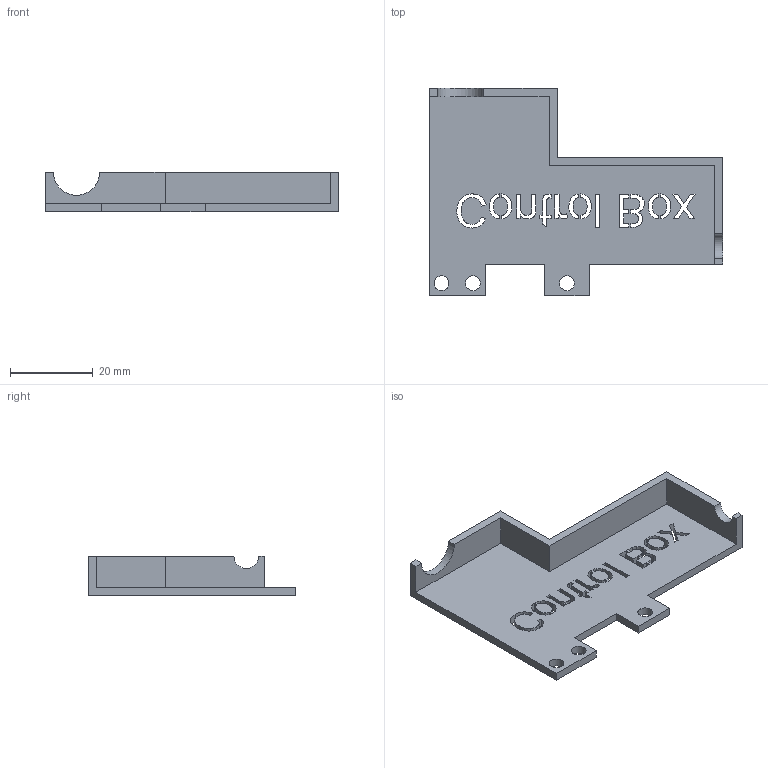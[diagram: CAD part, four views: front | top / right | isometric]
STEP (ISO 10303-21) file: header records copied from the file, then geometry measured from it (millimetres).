
FILE_DESCRIPTION(/* description */ (''),/* implementation_level */ '2;1');
FILE_NAME(/* name */ 'ControlBox.step',/* time_stamp */ '2024-03-23T19:55:27+09:00',/* author */ (''),/* organization */ (''),/* preprocessor_version */ 'ST-DEVELOPER v20',/* originating_system */ 'Autodesk Translation Framework v12.20.1.177',/* authorisation */ '');
FILE_SCHEMA (('AUTOMOTIVE_DESIGN { 1 0 10303 214 3 1 1 }'));
Length unit declared in the file: millimetre
Products named in the file (1): ControlBox
Bounding box: 71.15 x 50.22 x 9.6 mm (x, y, z)
Volume: 6327.6 mm3; surface area: 7575.7 mm2
Topology: 1 solids, 1 shells, 224 faces, 666 edges, 444 vertices
Faces by surface type: bspline 122, plane 97, cylinder 5
Full cylindrical faces by diameter (mm): 3.6 x3
Entity records: 9427 total; most frequent: CARTESIAN_POINT 4155, ORIENTED_EDGE 1332, EDGE_CURVE 666, DIRECTION 638, VERTEX_POINT 444, LINE 412, VECTOR 412, EDGE_LOOP 258
